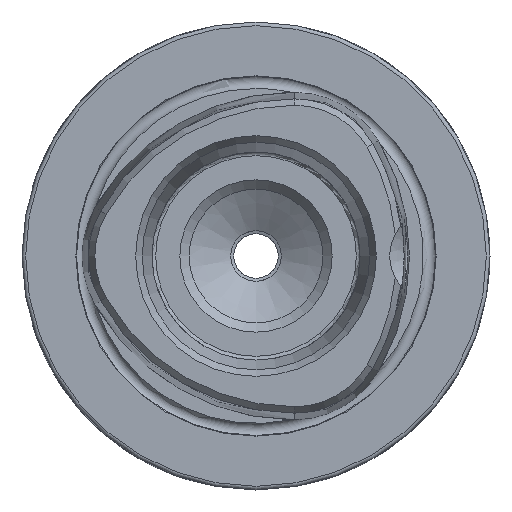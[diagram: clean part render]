
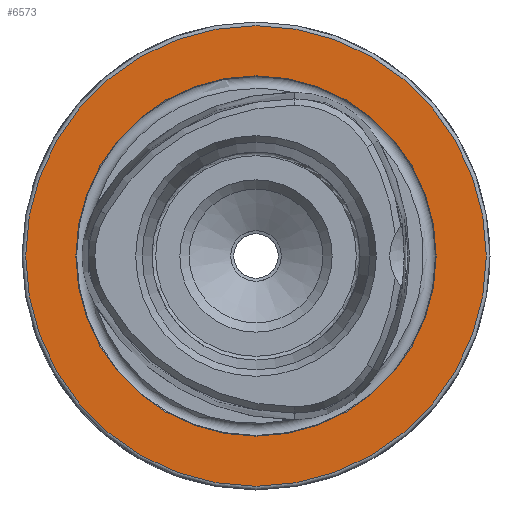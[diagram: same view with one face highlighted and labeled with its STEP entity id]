
A CAD part, left-side view. The second image highlights one B-rep face of the part: STEP entity #6573.
In plain terms, the highlighted planar face has unit normal (-1, 0, 0).
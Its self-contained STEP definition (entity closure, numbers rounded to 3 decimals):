
#239 = CIRCLE ( 'NONE', #6647, 24.25 ) ;
#461 = VERTEX_POINT ( 'NONE', #1643 ) ;
#522 = DIRECTION ( 'NONE',  ( -1., 0., 0. ) ) ;
#658 = CARTESIAN_POINT ( 'NONE',  ( 0., 0., 0. ) ) ;
#1094 = VERTEX_POINT ( 'NONE', #8154 ) ;
#1252 = AXIS2_PLACEMENT_3D ( 'NONE', #9233, #6812, #2042 ) ;
#1643 = CARTESIAN_POINT ( 'NONE',  ( 0., 0., 24.25 ) ) ;
#2042 = DIRECTION ( 'NONE',  ( 0., 0., -1. ) ) ;
#2288 = DIRECTION ( 'NONE',  ( 0., 0., 1. ) ) ;
#2421 = ORIENTED_EDGE ( 'NONE', *, *, #7322, .T. ) ;
#4067 = EDGE_LOOP ( 'NONE', ( #7601 ) ) ;
#4094 = CIRCLE ( 'NONE', #9738, 31. ) ;
#5126 = DIRECTION ( 'NONE',  ( -1., 0., 0. ) ) ;
#5247 = EDGE_CURVE ( 'NONE', #461, #461, #239, .T. ) ;
#5869 = DIRECTION ( 'NONE',  ( 0., 0., 1. ) ) ;
#6573 = ADVANCED_FACE ( 'NONE', ( #6844, #8493 ), #7578, .F. ) ;
#6647 = AXIS2_PLACEMENT_3D ( 'NONE', #658, #522, #2288 ) ;
#6812 = DIRECTION ( 'NONE',  ( 1., 0., 0. ) ) ;
#6844 = FACE_BOUND ( 'NONE', #4067, .T. ) ;
#7322 = EDGE_CURVE ( 'NONE', #1094, #1094, #4094, .T. ) ;
#7578 = PLANE ( 'NONE',  #1252 ) ;
#7601 = ORIENTED_EDGE ( 'NONE', *, *, #5247, .F. ) ;
#8086 = CARTESIAN_POINT ( 'NONE',  ( 0., 0., 0. ) ) ;
#8154 = CARTESIAN_POINT ( 'NONE',  ( 0., 0., 31. ) ) ;
#8343 = EDGE_LOOP ( 'NONE', ( #2421 ) ) ;
#8493 = FACE_OUTER_BOUND ( 'NONE', #8343, .T. ) ;
#9233 = CARTESIAN_POINT ( 'NONE',  ( 0., 24.25, 0. ) ) ;
#9738 = AXIS2_PLACEMENT_3D ( 'NONE', #8086, #5126, #5869 ) ;
